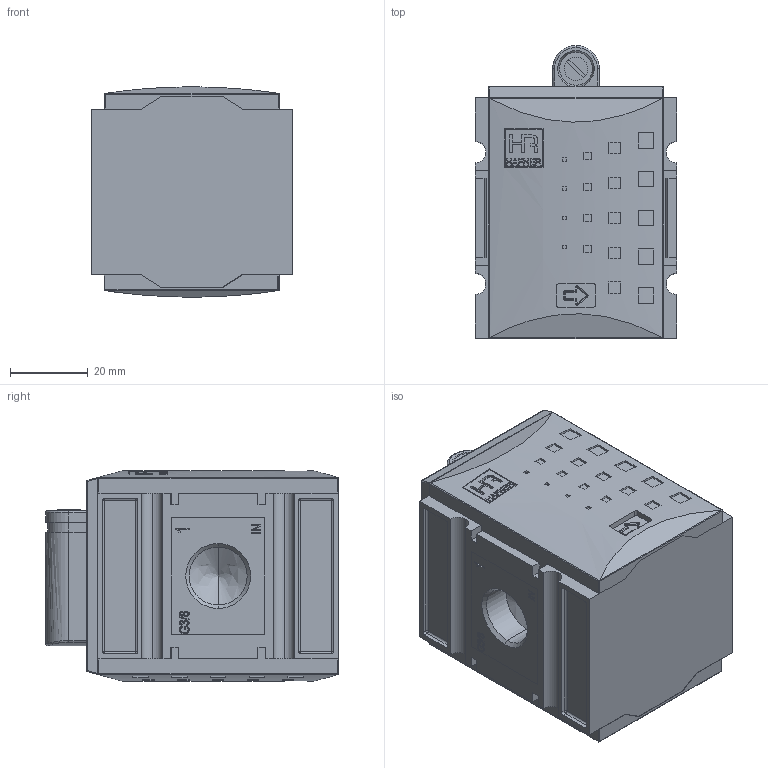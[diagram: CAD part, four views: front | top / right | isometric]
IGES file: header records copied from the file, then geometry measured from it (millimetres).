
Start section: SolidWorks IGES file using analytic representation for surfaces
Global section: file name: KSSV-138.IGS; native system: SolidWorks 2013; preprocessor: SolidWorks 2013; author: technolog; date: 140109.111431; units: millimetre
Bounding box: 52 x 75.5 x 54.19 mm (x, y, z)
Volume: 147914.6 mm3; surface area: 44409.5 mm2
Topology: 5 solids, 5 shells, 1026 faces, 5521 edges, 7162 vertices
Faces by surface type: plane 589, revolution 299, bspline 138
